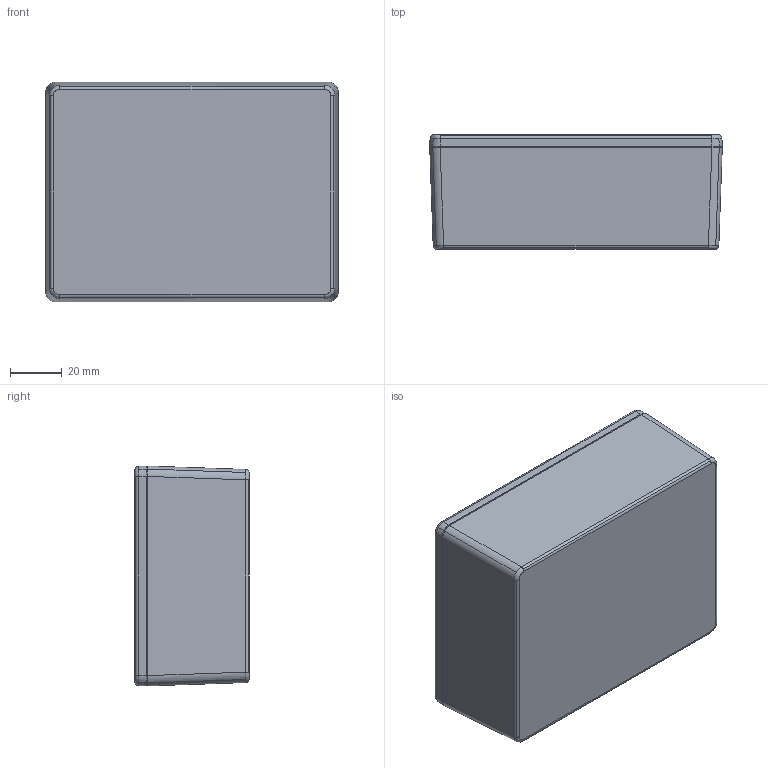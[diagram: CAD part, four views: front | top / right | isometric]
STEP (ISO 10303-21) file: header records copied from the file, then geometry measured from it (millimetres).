
FILE_DESCRIPTION (( 'STEP AP214' ), '1' );
FILE_NAME ('1591XXSBK.STEP', '2025-11-26T21:59:11', ( '' ), ( '' ), 'SwSTEP 2.0', 'SolidWorks 2018', '' );
FILE_SCHEMA (( 'AUTOMOTIVE_DESIGN' ));
Length unit declared in the file: millimetre
Products named in the file (6): 1591XXS LID.stp; 1591XXSBK; 1591XXSBK.stp; SC500 (screw M3-0.5X 10mm FH).stp; 1591XXS BOX.stp; IN100 (insert M3-0.5X5.75mm BRASS).stp
Assembly tree (11 placements, depth 3):
  1591XXSBK
    1591XXSBK.stp
      1591XXS BOX.stp
      1591XXS LID.stp
      SC500 (screw M3-0.5X 10mm FH).stp  x4
      IN100 (insert M3-0.5X5.75mm BRASS).stp  x4
Bounding box: 112.52 x 44 x 84.62 mm (x, y, z)
Volume: 73771.1 mm3; surface area: 80239.7 mm2
Topology: 10 solids, 10 shells, 1274 faces, 3393 edges, 2202 vertices
Faces by surface type: bspline 462, plane 336, cylinder 324, cone 152
Entity records: 27115 total; most frequent: CARTESIAN_POINT 10583, ORIENTED_EDGE 3888, DIRECTION 2538, EDGE_CURVE 1944, VERTEX_POINT 1248, VECTOR 854, LINE 854, AXIS2_PLACEMENT_3D 842
